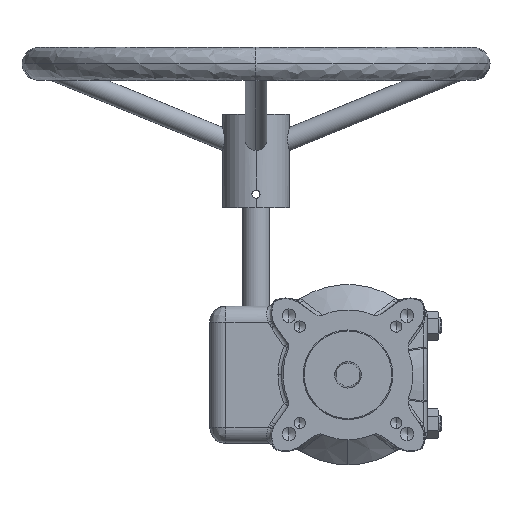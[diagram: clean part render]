
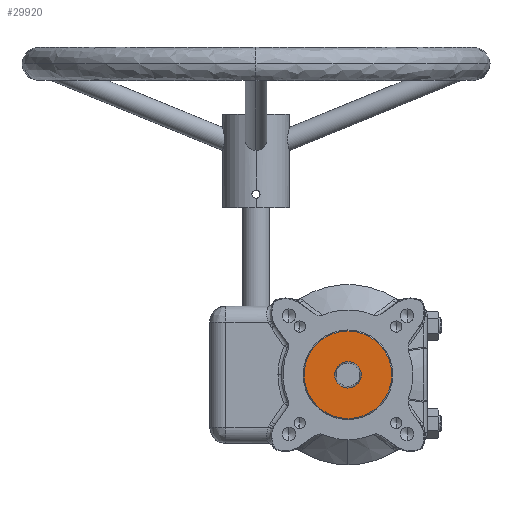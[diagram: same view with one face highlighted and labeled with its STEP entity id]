
A CAD part, front view. The second image highlights one B-rep face of the part: STEP entity #29920.
In plain terms, the highlighted planar face has unit normal (0, -1, 0).
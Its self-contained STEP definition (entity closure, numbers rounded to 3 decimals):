
#17 = CIRCLE ( 'NONE', #50374, 32.75 ) ;
#26 = DIRECTION ( 'NONE',  ( 0., 0., 1. ) ) ;
#3026 = VERTEX_POINT ( 'NONE', #78442 ) ;
#6271 = FACE_BOUND ( 'NONE', #29169, .T. ) ;
#6622 = CARTESIAN_POINT ( 'NONE',  ( 0., 2.25, 0. ) ) ;
#6651 = DIRECTION ( 'NONE',  ( 0., -1., 0. ) ) ;
#10596 = DIRECTION ( 'NONE',  ( 0., 0., -1. ) ) ;
#13494 = DIRECTION ( 'NONE',  ( 0., 0., -1. ) ) ;
#14449 = VERTEX_POINT ( 'NONE', #59129 ) ;
#14675 = EDGE_CURVE ( 'NONE', #71025, #15638, #47560, .T. ) ;
#14749 = AXIS2_PLACEMENT_3D ( 'NONE', #46418, #76674, #71029 ) ;
#14823 = ORIENTED_EDGE ( 'NONE', *, *, #65292, .F. ) ;
#15638 = VERTEX_POINT ( 'NONE', #77850 ) ;
#19810 = AXIS2_PLACEMENT_3D ( 'NONE', #6622, #49855, #13494 ) ;
#20217 = DIRECTION ( 'NONE',  ( 0., 1., 0. ) ) ;
#26901 = CARTESIAN_POINT ( 'NONE',  ( 0., 2.25, -9.904 ) ) ;
#27536 = CIRCLE ( 'NONE', #19810, 32.75 ) ;
#29169 = EDGE_LOOP ( 'NONE', ( #61414, #41993 ) ) ;
#29920 = ADVANCED_FACE ( 'NONE', ( #6271, #68051 ), #43018, .T. ) ;
#29976 = CARTESIAN_POINT ( 'NONE',  ( 0., 2.25, 0. ) ) ;
#31937 = EDGE_CURVE ( 'NONE', #15638, #71025, #58558, .T. ) ;
#32096 = AXIS2_PLACEMENT_3D ( 'NONE', #61979, #6651, #55920 ) ;
#41993 = ORIENTED_EDGE ( 'NONE', *, *, #14675, .T. ) ;
#42149 = ORIENTED_EDGE ( 'NONE', *, *, #58585, .F. ) ;
#43018 = PLANE ( 'NONE',  #32096 ) ;
#46418 = CARTESIAN_POINT ( 'NONE',  ( 0., 2.25, 0. ) ) ;
#47560 = CIRCLE ( 'NONE', #51414, 9.904 ) ;
#49855 = DIRECTION ( 'NONE',  ( 0., 1., 0. ) ) ;
#50374 = AXIS2_PLACEMENT_3D ( 'NONE', #29976, #79605, #10596 ) ;
#51414 = AXIS2_PLACEMENT_3D ( 'NONE', #75508, #20217, #26 ) ;
#55920 = DIRECTION ( 'NONE',  ( 0., 0., 1. ) ) ;
#58558 = CIRCLE ( 'NONE', #14749, 9.904 ) ;
#58585 = EDGE_CURVE ( 'NONE', #3026, #14449, #27536, .T. ) ;
#59129 = CARTESIAN_POINT ( 'NONE',  ( 0., 2.25, -32.75 ) ) ;
#61414 = ORIENTED_EDGE ( 'NONE', *, *, #31937, .T. ) ;
#61979 = CARTESIAN_POINT ( 'NONE',  ( 0., 2.25, 33.5 ) ) ;
#65292 = EDGE_CURVE ( 'NONE', #14449, #3026, #17, .T. ) ;
#68051 = FACE_OUTER_BOUND ( 'NONE', #75181, .T. ) ;
#71025 = VERTEX_POINT ( 'NONE', #26901 ) ;
#71029 = DIRECTION ( 'NONE',  ( 0., 0., 1. ) ) ;
#75181 = EDGE_LOOP ( 'NONE', ( #14823, #42149 ) ) ;
#75508 = CARTESIAN_POINT ( 'NONE',  ( 0., 2.25, 0. ) ) ;
#76674 = DIRECTION ( 'NONE',  ( 0., 1., 0. ) ) ;
#77850 = CARTESIAN_POINT ( 'NONE',  ( 0., 2.25, 9.904 ) ) ;
#78442 = CARTESIAN_POINT ( 'NONE',  ( 0., 2.25, 32.75 ) ) ;
#79605 = DIRECTION ( 'NONE',  ( 0., 1., 0. ) ) ;
